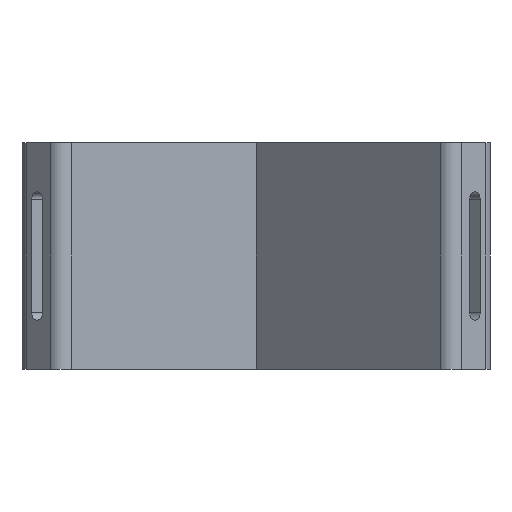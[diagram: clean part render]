
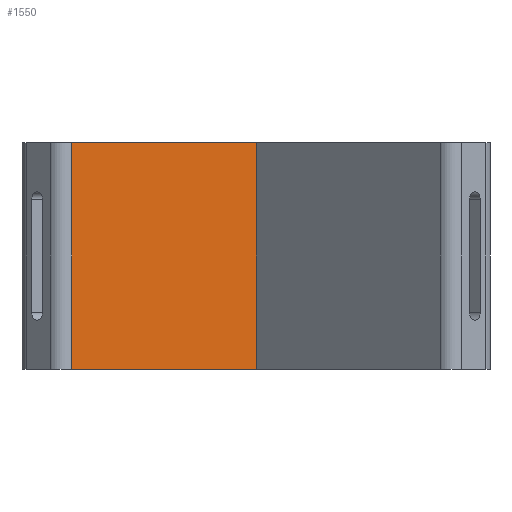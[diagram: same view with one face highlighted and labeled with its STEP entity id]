
A CAD part, left-side view. The second image highlights one B-rep face of the part: STEP entity #1550.
In plain terms, the highlighted planar face has unit normal (-0.707, -0.707, 0).
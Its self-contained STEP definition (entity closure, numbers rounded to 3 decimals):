
#43=PLANE('',#1682);
#123=LINE('',#2474,#249);
#144=LINE('',#2551,#270);
#145=LINE('',#2554,#271);
#146=LINE('',#2555,#272);
#249=VECTOR('',#1905,10.);
#270=VECTOR('',#1948,10.);
#271=VECTOR('',#1951,10.);
#272=VECTOR('',#1952,10.);
#407=FACE_OUTER_BOUND('',#503,.T.);
#503=EDGE_LOOP('',(#1152,#1153,#1154,#1155));
#709=VERTEX_POINT('',#2471);
#710=VERTEX_POINT('',#2473);
#734=VERTEX_POINT('',#2547);
#736=VERTEX_POINT('',#2553);
#863=EDGE_CURVE('',#709,#710,#123,.T.);
#893=EDGE_CURVE('',#710,#734,#144,.T.);
#894=EDGE_CURVE('',#709,#736,#145,.T.);
#895=EDGE_CURVE('',#734,#736,#146,.T.);
#1152=ORIENTED_EDGE('',*,*,#893,.F.);
#1153=ORIENTED_EDGE('',*,*,#863,.F.);
#1154=ORIENTED_EDGE('',*,*,#894,.T.);
#1155=ORIENTED_EDGE('',*,*,#895,.F.);
#1550=ADVANCED_FACE('',(#407),#43,.T.);
#1682=AXIS2_PLACEMENT_3D('',#2552,#1949,#1950);
#1905=DIRECTION('',(-0.707,0.707,0.));
#1948=DIRECTION('',(0.,0.,1.));
#1949=DIRECTION('center_axis',(-0.707,-0.707,0.));
#1950=DIRECTION('ref_axis',(0.707,-0.707,0.));
#1951=DIRECTION('',(0.,0.,1.));
#1952=DIRECTION('',(0.707,-0.707,0.));
#2471=CARTESIAN_POINT('',(-6.081,0.,0.));
#2473=CARTESIAN_POINT('',(-30.476,24.395,0.));
#2474=CARTESIAN_POINT('',(-6.081,0.,0.));
#2547=CARTESIAN_POINT('',(-30.476,24.395,30.));
#2551=CARTESIAN_POINT('',(-30.476,24.395,0.));
#2552=CARTESIAN_POINT('Origin',(-31.89,25.809,0.));
#2553=CARTESIAN_POINT('',(-6.081,0.,30.));
#2554=CARTESIAN_POINT('',(-6.081,0.,0.));
#2555=CARTESIAN_POINT('',(-6.081,0.,30.));
